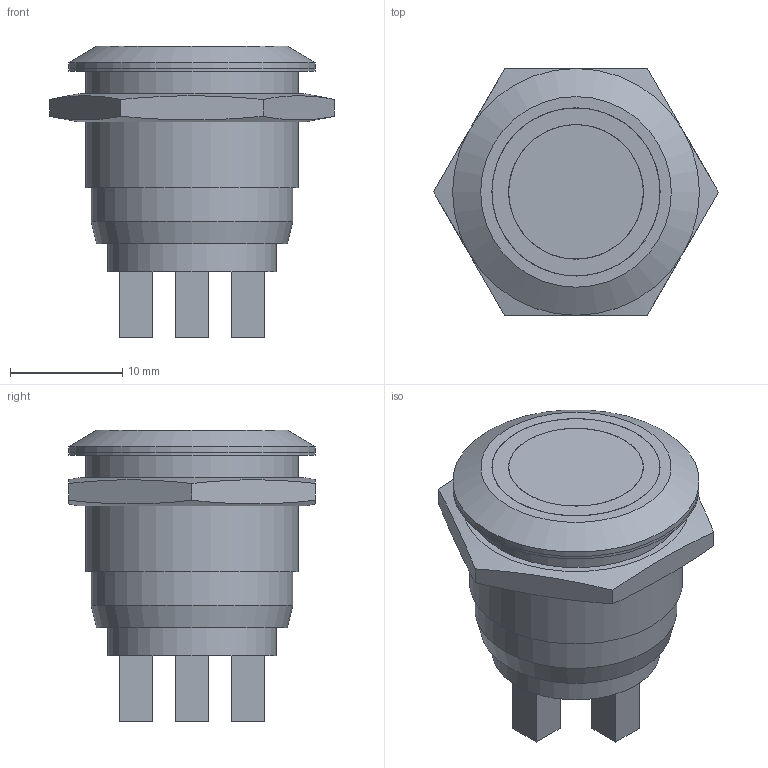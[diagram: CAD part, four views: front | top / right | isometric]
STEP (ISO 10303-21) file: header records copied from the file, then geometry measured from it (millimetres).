
FILE_DESCRIPTION(/* description */ ('Alibre Inc.'),/* implementation_level */ '2;1');
FILE_NAME(/* name */ 'export-65BFCA18-B1E6-4F78-91E7-BB46355AC4B2',/* time_stamp */ '2020-12-24T14:21:54+01:00',/* author */ (''),/* organization */ (''),/* preprocessor_version */ 'ST-DEVELOPER v17',/* originating_system */ 'Alibre',/* authorisation */ '');
FILE_SCHEMA (('CONFIG_CONTROL_DESIGN'));
Length unit declared in the file: millimetre
Bounding box: 25.4 x 22.01 x 26 mm (x, y, z)
Volume: 5876.3 mm3; surface area: 3203 mm2
Topology: 4 solids, 4 shells, 54 faces, 107 edges, 70 vertices
Faces by surface type: plane 39, cylinder 11, cone 4
Full cylindrical faces by diameter (mm): 12 x2, 15 x3, 18 x1, 19 x3, 22 x2
Entity records: 1778 total; most frequent: CARTESIAN_POINT 247, DIRECTION 190, ORIENTED_EDGE 184, EDGE_CURVE 92, AXIS2_PLACEMENT_3D 87, EDGE_LOOP 84, FACE_BOUND 84, VERTEX_POINT 70
